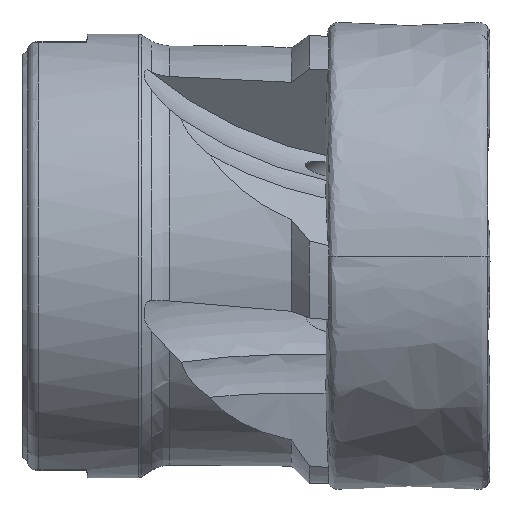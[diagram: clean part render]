
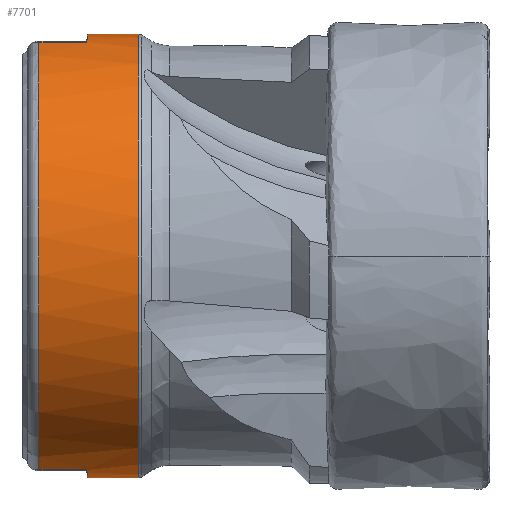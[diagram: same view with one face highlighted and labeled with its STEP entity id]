
A CAD part, front view. The second image highlights one B-rep face of the part: STEP entity #7701.
In plain terms, the highlighted cylindrical face has radius 19 mm (diameter 38 mm), a partial arc.
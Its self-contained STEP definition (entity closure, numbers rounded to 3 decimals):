
#42 = AXIS2_PLACEMENT_3D ( 'NONE', #980, #981, #982 ) ;
#47 = AXIS2_PLACEMENT_3D ( 'NONE', #1058, #1059, #1060 ) ;
#48 = AXIS2_PLACEMENT_3D ( 'NONE', #1063, #1064, #1065 ) ;
#49 = AXIS2_PLACEMENT_3D ( 'NONE', #1069, #1070, #1071 ) ;
#50 = AXIS2_PLACEMENT_3D ( 'NONE', #1073, #1074, #1075 ) ;
#51 = AXIS2_PLACEMENT_3D ( 'NONE', #1078, #1079, #1080 ) ;
#188 = AXIS2_PLACEMENT_3D ( 'NONE', #5637, #5632, #5634 ) ;
#596 = CARTESIAN_POINT ( 'NONE',  ( -33.5, 0., 19. ) ) ;
#621 = CARTESIAN_POINT ( 'NONE',  ( -29.15, 0., -19. ) ) ;
#627 = CARTESIAN_POINT ( 'NONE',  ( -29.15, 0., 19. ) ) ;
#980 = CARTESIAN_POINT ( 'NONE',  ( -37.65, 0., 0. ) ) ;
#981 = DIRECTION ( 'NONE',  ( 1., 0., 0. ) ) ;
#982 = DIRECTION ( 'NONE',  ( 0., 0., -1. ) ) ;
#1051 = DIRECTION ( 'NONE',  ( 1., 0., 0. ) ) ;
#1052 = CARTESIAN_POINT ( 'NONE',  ( 0., -4.2, 18.53 ) ) ;
#1057 = DIRECTION ( 'NONE',  ( 1., 0., 0. ) ) ;
#1058 = CARTESIAN_POINT ( 'NONE',  ( -33.5, 0., 0. ) ) ;
#1059 = DIRECTION ( 'NONE',  ( -1., 0., 0. ) ) ;
#1060 = DIRECTION ( 'NONE',  ( 0., 0., -1. ) ) ;
#1061 = CARTESIAN_POINT ( 'NONE',  ( 0., -5.003, 18.329 ) ) ;
#1062 = DIRECTION ( 'NONE',  ( -1., 0., 0. ) ) ;
#1063 = CARTESIAN_POINT ( 'NONE',  ( -33.55, 0., 0. ) ) ;
#1064 = DIRECTION ( 'NONE',  ( 1., 0., 0. ) ) ;
#1065 = DIRECTION ( 'NONE',  ( 0., 0., 1. ) ) ;
#1066 = CARTESIAN_POINT ( 'NONE',  ( 0., -5.003, -18.329 ) ) ;
#1067 = DIRECTION ( 'NONE',  ( -1., 0., 0. ) ) ;
#1068 = CARTESIAN_POINT ( 'NONE',  ( 0., -4.2, -18.53 ) ) ;
#1069 = CARTESIAN_POINT ( 'NONE',  ( -33.55, 0., 0. ) ) ;
#1070 = DIRECTION ( 'NONE',  ( -1., 0., 0. ) ) ;
#1071 = DIRECTION ( 'NONE',  ( 0., 0., -1. ) ) ;
#1073 = CARTESIAN_POINT ( 'NONE',  ( -33.5, 0., 0. ) ) ;
#1074 = DIRECTION ( 'NONE',  ( -1., 0., 0. ) ) ;
#1075 = DIRECTION ( 'NONE',  ( 0., 0., -1. ) ) ;
#1078 = CARTESIAN_POINT ( 'NONE',  ( -29.15, 0., 0. ) ) ;
#1079 = DIRECTION ( 'NONE',  ( 1., 0., 0. ) ) ;
#1080 = DIRECTION ( 'NONE',  ( 0., 0., -1. ) ) ;
#1625 = ORIENTED_EDGE ( 'NONE', *, *, #2532, .F. ) ;
#1626 = ORIENTED_EDGE ( 'NONE', *, *, #2896, .F. ) ;
#1627 = ORIENTED_EDGE ( 'NONE', *, *, #2897, .F. ) ;
#1628 = ORIENTED_EDGE ( 'NONE', *, *, #2898, .T. ) ;
#1629 = ORIENTED_EDGE ( 'NONE', *, *, #2899, .F. ) ;
#1630 = ORIENTED_EDGE ( 'NONE', *, *, #2877, .T. ) ;
#1631 = ORIENTED_EDGE ( 'NONE', *, *, #2900, .F. ) ;
#1632 = ORIENTED_EDGE ( 'NONE', *, *, #2901, .F. ) ;
#1633 = ORIENTED_EDGE ( 'NONE', *, *, #2902, .F. ) ;
#1634 = ORIENTED_EDGE ( 'NONE', *, *, #2903, .F. ) ;
#1635 = ORIENTED_EDGE ( 'NONE', *, *, #2533, .T. ) ;
#1636 = ORIENTED_EDGE ( 'NONE', *, *, #2904, .F. ) ;
#1795 = VERTEX_POINT ( 'NONE', #7264 ) ;
#1815 = VERTEX_POINT ( 'NONE', #596 ) ;
#1819 = VERTEX_POINT ( 'NONE', #621 ) ;
#1832 = VERTEX_POINT ( 'NONE', #627 ) ;
#1991 = LINE ( 'NONE', #2425, #1994 ) ;
#1992 = LINE ( 'NONE', #2424, #1996 ) ;
#1994 = VECTOR ( 'NONE', #2429, 1000. ) ;
#1996 = VECTOR ( 'NONE', #2430, 1000. ) ;
#2186 = CIRCLE ( 'NONE', #42, 19. ) ;
#2188 = CIRCLE ( 'NONE', #48, 19. ) ;
#2189 = LINE ( 'NONE', #1068, #2200 ) ;
#2190 = LINE ( 'NONE', #1052, #2192 ) ;
#2191 = CIRCLE ( 'NONE', #47, 19. ) ;
#2192 = VECTOR ( 'NONE', #1051, 1000. ) ;
#2193 = LINE ( 'NONE', #1061, #2195 ) ;
#2194 = LINE ( 'NONE', #1066, #2197 ) ;
#2195 = VECTOR ( 'NONE', #1057, 1000. ) ;
#2196 = CIRCLE ( 'NONE', #49, 19. ) ;
#2197 = VECTOR ( 'NONE', #1067, 1000. ) ;
#2198 = CIRCLE ( 'NONE', #50, 19. ) ;
#2200 = VECTOR ( 'NONE', #1062, 1000. ) ;
#2201 = CIRCLE ( 'NONE', #51, 19. ) ;
#2424 = CARTESIAN_POINT ( 'NONE',  ( 0., 0., -19. ) ) ;
#2425 = CARTESIAN_POINT ( 'NONE',  ( 0., 0., 19. ) ) ;
#2429 = DIRECTION ( 'NONE',  ( 1., 0., 0. ) ) ;
#2430 = DIRECTION ( 'NONE',  ( 1., 0., 0. ) ) ;
#2532 = EDGE_CURVE ( 'NONE', #1815, #1832, #1991, .T. ) ;
#2533 = EDGE_CURVE ( 'NONE', #1795, #1819, #1992, .T. ) ;
#2877 = EDGE_CURVE ( 'NONE', #3230, #3520, #2186, .T. ) ;
#2896 = EDGE_CURVE ( 'NONE', #3522, #1815, #2191, .T. ) ;
#2897 = EDGE_CURVE ( 'NONE', #3509, #3522, #2190, .T. ) ;
#2898 = EDGE_CURVE ( 'NONE', #3509, #3495, #2188, .T. ) ;
#2899 = EDGE_CURVE ( 'NONE', #3230, #3495, #2193, .T. ) ;
#2900 = EDGE_CURVE ( 'NONE', #3511, #3520, #2194, .T. ) ;
#2901 = EDGE_CURVE ( 'NONE', #3531, #3511, #2196, .T. ) ;
#2902 = EDGE_CURVE ( 'NONE', #3524, #3531, #2189, .T. ) ;
#2903 = EDGE_CURVE ( 'NONE', #1795, #3524, #2198, .T. ) ;
#2904 = EDGE_CURVE ( 'NONE', #1832, #1819, #2201, .T. ) ;
#3230 = VERTEX_POINT ( 'NONE', #4828 ) ;
#3495 = VERTEX_POINT ( 'NONE', #4890 ) ;
#3509 = VERTEX_POINT ( 'NONE', #4886 ) ;
#3511 = VERTEX_POINT ( 'NONE', #4903 ) ;
#3520 = VERTEX_POINT ( 'NONE', #4911 ) ;
#3522 = VERTEX_POINT ( 'NONE', #4913 ) ;
#3524 = VERTEX_POINT ( 'NONE', #4915 ) ;
#3531 = VERTEX_POINT ( 'NONE', #4922 ) ;
#4828 = CARTESIAN_POINT ( 'NONE',  ( -37.65, -5.003, 18.329 ) ) ;
#4886 = CARTESIAN_POINT ( 'NONE',  ( -33.55, -4.2, 18.53 ) ) ;
#4890 = CARTESIAN_POINT ( 'NONE',  ( -33.55, -5.003, 18.329 ) ) ;
#4903 = CARTESIAN_POINT ( 'NONE',  ( -33.55, -5.003, -18.329 ) ) ;
#4911 = CARTESIAN_POINT ( 'NONE',  ( -37.65, -5.003, -18.329 ) ) ;
#4913 = CARTESIAN_POINT ( 'NONE',  ( -33.5, -4.2, 18.53 ) ) ;
#4915 = CARTESIAN_POINT ( 'NONE',  ( -33.5, -4.2, -18.53 ) ) ;
#4922 = CARTESIAN_POINT ( 'NONE',  ( -33.55, -4.2, -18.53 ) ) ;
#5115 = FACE_OUTER_BOUND ( 'NONE', #7201, .T. ) ;
#5125 = CYLINDRICAL_SURFACE ( 'NONE', #188, 19. ) ;
#5632 = DIRECTION ( 'NONE',  ( 1., 0., 0. ) ) ;
#5634 = DIRECTION ( 'NONE',  ( 0., 0., -1. ) ) ;
#5637 = CARTESIAN_POINT ( 'NONE',  ( 0., 0., 0. ) ) ;
#7201 = EDGE_LOOP ( 'NONE', ( #1625, #1626, #1627, #1628, #1629, #1630, #1631, #1632, #1633, #1634, #1635, #1636 ) ) ;
#7264 = CARTESIAN_POINT ( 'NONE',  ( -33.5, 0., -19. ) ) ;
#7701 = ADVANCED_FACE ( 'NONE', ( #5115 ), #5125, .T. ) ;
